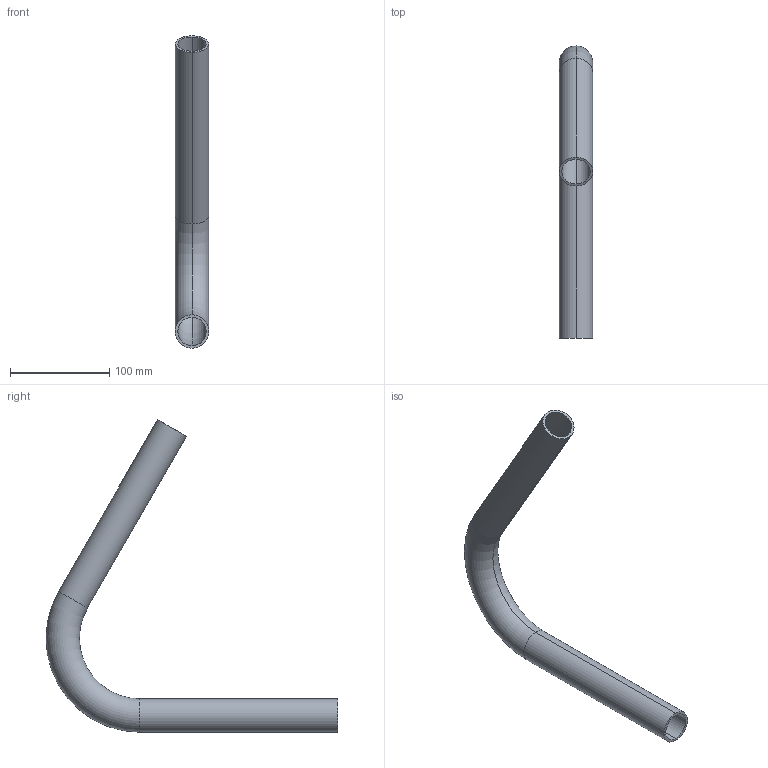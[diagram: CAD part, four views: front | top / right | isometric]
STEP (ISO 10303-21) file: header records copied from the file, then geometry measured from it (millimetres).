
FILE_DESCRIPTION (( 'STEP AP203' ), '1' );
FILE_NAME ('55121-120.STEP', '2016-12-06T09:10:00', ( '' ), ( '' ), 'SwSTEP 2.0', 'SolidWorks 2015', '' );
FILE_SCHEMA (( 'CONFIG_CONTROL_DESIGN' ));
Length unit declared in the file: millimetre
Products named in the file (1): 55121-120
Bounding box: 33.7 x 294.85 x 315.48 mm (x, y, z)
Volume: 138048.3 mm3; surface area: 110938.2 mm2
Topology: 1 solids, 1 shells, 220 faces, 583 edges, 386 vertices
Faces by surface type: plane 102, bspline 85, cylinder 29, torus 4
Entity records: 10398 total; most frequent: CARTESIAN_POINT 5927, ORIENTED_EDGE 1166, EDGE_CURVE 583, DIRECTION 505, VERTEX_POINT 386, B_SPLINE_CURVE_WITH_KNOTS 262, EDGE_LOOP 243, ADVANCED_FACE 220
